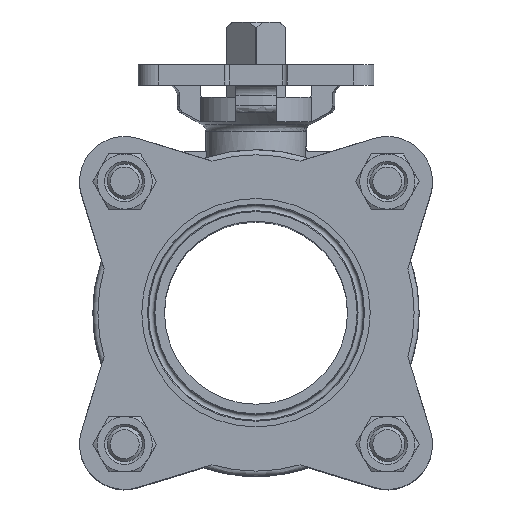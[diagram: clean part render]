
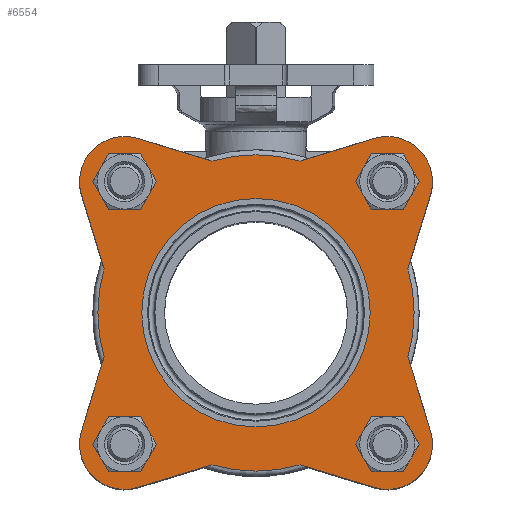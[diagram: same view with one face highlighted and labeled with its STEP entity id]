
A CAD part, top view. The second image highlights one B-rep face of the part: STEP entity #6554.
In plain terms, the highlighted planar face has unit normal (0, 0, 1).
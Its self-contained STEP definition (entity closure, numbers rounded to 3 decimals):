
#150=LINE('',#11283,#430);
#151=LINE('',#11287,#431);
#152=LINE('',#11288,#432);
#153=LINE('',#11292,#433);
#154=LINE('',#11293,#434);
#155=LINE('',#11297,#435);
#156=LINE('',#11298,#436);
#157=LINE('',#11302,#437);
#430=VECTOR('',#8492,1000.);
#431=VECTOR('',#8495,1000.);
#432=VECTOR('',#8496,1000.);
#433=VECTOR('',#8499,1000.);
#434=VECTOR('',#8500,1000.);
#435=VECTOR('',#8503,1000.);
#436=VECTOR('',#8504,1000.);
#437=VECTOR('',#8507,1000.);
#1750=ORIENTED_EDGE('',*,*,#3584,.F.);
#1751=ORIENTED_EDGE('',*,*,#3585,.F.);
#1752=ORIENTED_EDGE('',*,*,#3586,.F.);
#1753=ORIENTED_EDGE('',*,*,#3587,.F.);
#1754=ORIENTED_EDGE('',*,*,#3588,.F.);
#1755=ORIENTED_EDGE('',*,*,#3589,.T.);
#1756=ORIENTED_EDGE('',*,*,#3590,.T.);
#1757=ORIENTED_EDGE('',*,*,#3591,.T.);
#1758=ORIENTED_EDGE('',*,*,#3277,.F.);
#1759=ORIENTED_EDGE('',*,*,#3592,.T.);
#1760=ORIENTED_EDGE('',*,*,#3593,.T.);
#1761=ORIENTED_EDGE('',*,*,#3594,.T.);
#1762=ORIENTED_EDGE('',*,*,#3283,.F.);
#1763=ORIENTED_EDGE('',*,*,#3595,.T.);
#1764=ORIENTED_EDGE('',*,*,#3596,.T.);
#1765=ORIENTED_EDGE('',*,*,#3597,.T.);
#1766=ORIENTED_EDGE('',*,*,#3287,.F.);
#1767=ORIENTED_EDGE('',*,*,#3598,.T.);
#1768=ORIENTED_EDGE('',*,*,#3599,.T.);
#1769=ORIENTED_EDGE('',*,*,#3600,.T.);
#1770=ORIENTED_EDGE('',*,*,#3601,.T.);
#3277=EDGE_CURVE('',#4195,#4197,#4770,.T.);
#3283=EDGE_CURVE('',#4202,#4200,#4773,.T.);
#3287=EDGE_CURVE('',#4206,#4204,#4775,.T.);
#3584=EDGE_CURVE('',#4430,#4430,#4888,.T.);
#3585=EDGE_CURVE('',#4431,#4431,#4889,.T.);
#3586=EDGE_CURVE('',#4432,#4432,#4890,.T.);
#3587=EDGE_CURVE('',#4433,#4433,#4891,.T.);
#3588=EDGE_CURVE('',#4434,#4435,#4892,.T.);
#3589=EDGE_CURVE('',#4434,#4436,#150,.T.);
#3590=EDGE_CURVE('',#4436,#4437,#4893,.T.);
#3591=EDGE_CURVE('',#4437,#4197,#151,.T.);
#3592=EDGE_CURVE('',#4195,#4438,#152,.T.);
#3593=EDGE_CURVE('',#4438,#4439,#4894,.T.);
#3594=EDGE_CURVE('',#4439,#4200,#153,.T.);
#3595=EDGE_CURVE('',#4202,#4440,#154,.T.);
#3596=EDGE_CURVE('',#4440,#4441,#4895,.T.);
#3597=EDGE_CURVE('',#4441,#4204,#155,.T.);
#3598=EDGE_CURVE('',#4206,#4442,#156,.T.);
#3599=EDGE_CURVE('',#4442,#4443,#4896,.T.);
#3600=EDGE_CURVE('',#4443,#4435,#157,.T.);
#3601=EDGE_CURVE('',#4444,#4444,#4897,.T.);
#4195=VERTEX_POINT('',#10401);
#4197=VERTEX_POINT('',#10404);
#4200=VERTEX_POINT('',#10423);
#4202=VERTEX_POINT('',#10433);
#4204=VERTEX_POINT('',#10444);
#4206=VERTEX_POINT('',#10454);
#4430=VERTEX_POINT('',#11273);
#4431=VERTEX_POINT('',#11275);
#4432=VERTEX_POINT('',#11277);
#4433=VERTEX_POINT('',#11279);
#4434=VERTEX_POINT('',#11281);
#4435=VERTEX_POINT('',#11282);
#4436=VERTEX_POINT('',#11284);
#4437=VERTEX_POINT('',#11286);
#4438=VERTEX_POINT('',#11289);
#4439=VERTEX_POINT('',#11291);
#4440=VERTEX_POINT('',#11294);
#4441=VERTEX_POINT('',#11296);
#4442=VERTEX_POINT('',#11299);
#4443=VERTEX_POINT('',#11301);
#4444=VERTEX_POINT('',#11304);
#4770=CIRCLE('',#7027,63.);
#4773=CIRCLE('',#7031,63.);
#4775=CIRCLE('',#7034,63.);
#4888=CIRCLE('',#7206,10.5);
#4889=CIRCLE('',#7207,10.5);
#4890=CIRCLE('',#7208,10.5);
#4891=CIRCLE('',#7209,10.5);
#4892=CIRCLE('',#7210,63.);
#4893=CIRCLE('',#7211,18.);
#4894=CIRCLE('',#7212,18.);
#4895=CIRCLE('',#7213,18.);
#4896=CIRCLE('',#7214,18.);
#4897=CIRCLE('',#7215,43.75);
#5228=EDGE_LOOP('',(#1750));
#5229=EDGE_LOOP('',(#1751));
#5230=EDGE_LOOP('',(#1752));
#5231=EDGE_LOOP('',(#1753));
#5232=EDGE_LOOP('',(#1754,#1755,#1756,#1757,#1758,#1759,#1760,#1761,#1762,
#1763,#1764,#1765,#1766,#1767,#1768,#1769));
#5233=EDGE_LOOP('',(#1770));
#5825=FACE_BOUND('',#5228,.T.);
#5826=FACE_BOUND('',#5229,.T.);
#5827=FACE_BOUND('',#5230,.T.);
#5828=FACE_BOUND('',#5231,.T.);
#5829=FACE_BOUND('',#5232,.T.);
#5830=FACE_BOUND('',#5233,.T.);
#6293=PLANE('',#7205);
#6554=ADVANCED_FACE('',(#5825,#5826,#5827,#5828,#5829,#5830),#6293,.F.);
#7027=AXIS2_PLACEMENT_3D('',#10403,#8014,#8015);
#7031=AXIS2_PLACEMENT_3D('',#10434,#8022,#8023);
#7034=AXIS2_PLACEMENT_3D('',#10455,#8028,#8029);
#7205=AXIS2_PLACEMENT_3D('',#11271,#8480,#8481);
#7206=AXIS2_PLACEMENT_3D('',#11272,#8482,#8483);
#7207=AXIS2_PLACEMENT_3D('',#11274,#8484,#8485);
#7208=AXIS2_PLACEMENT_3D('',#11276,#8486,#8487);
#7209=AXIS2_PLACEMENT_3D('',#11278,#8488,#8489);
#7210=AXIS2_PLACEMENT_3D('',#11280,#8490,#8491);
#7211=AXIS2_PLACEMENT_3D('',#11285,#8493,#8494);
#7212=AXIS2_PLACEMENT_3D('',#11290,#8497,#8498);
#7213=AXIS2_PLACEMENT_3D('',#11295,#8501,#8502);
#7214=AXIS2_PLACEMENT_3D('',#11300,#8505,#8506);
#7215=AXIS2_PLACEMENT_3D('',#11303,#8508,#8509);
#8014=DIRECTION('',(0.,0.,-1.));
#8015=DIRECTION('',(-1.,0.,0.));
#8022=DIRECTION('',(0.,0.,-1.));
#8023=DIRECTION('',(-1.,0.,0.));
#8028=DIRECTION('',(0.,0.,-1.));
#8029=DIRECTION('',(-1.,0.,0.));
#8480=DIRECTION('',(0.,0.,-1.));
#8481=DIRECTION('',(-1.,0.,0.));
#8482=DIRECTION('',(0.,0.,1.));
#8483=DIRECTION('',(1.,0.,0.));
#8484=DIRECTION('',(0.,0.,1.));
#8485=DIRECTION('',(1.,0.,0.));
#8486=DIRECTION('',(0.,0.,1.));
#8487=DIRECTION('',(1.,0.,0.));
#8488=DIRECTION('',(0.,0.,1.));
#8489=DIRECTION('',(1.,0.,0.));
#8490=DIRECTION('',(0.,0.,-1.));
#8491=DIRECTION('',(-1.,0.,0.));
#8492=DIRECTION('',(-0.956,0.292,0.));
#8493=DIRECTION('',(0.,0.,1.));
#8494=DIRECTION('',(1.,0.,0.));
#8495=DIRECTION('',(0.292,-0.956,0.));
#8496=DIRECTION('',(-0.292,-0.956,0.));
#8497=DIRECTION('',(0.,0.,1.));
#8498=DIRECTION('',(1.,0.,0.));
#8499=DIRECTION('',(0.956,0.292,0.));
#8500=DIRECTION('',(0.956,-0.292,0.));
#8501=DIRECTION('',(0.,0.,1.));
#8502=DIRECTION('',(1.,0.,0.));
#8503=DIRECTION('',(-0.292,0.956,0.));
#8504=DIRECTION('',(0.292,0.956,0.));
#8505=DIRECTION('',(0.,0.,1.));
#8506=DIRECTION('',(1.,0.,0.));
#8507=DIRECTION('',(-0.956,-0.292,0.));
#8508=DIRECTION('',(0.,0.,-1.));
#8509=DIRECTION('',(-1.,0.,0.));
#10401=CARTESIAN_POINT('',(-60.511,-17.533,63.8));
#10403=CARTESIAN_POINT('',(0.,0.,63.8));
#10404=CARTESIAN_POINT('',(-60.511,17.533,63.8));
#10423=CARTESIAN_POINT('',(-17.533,-60.511,63.8));
#10433=CARTESIAN_POINT('',(17.533,-60.511,63.8));
#10434=CARTESIAN_POINT('',(0.,0.,63.8));
#10444=CARTESIAN_POINT('',(60.511,-17.533,63.8));
#10454=CARTESIAN_POINT('',(60.511,17.533,63.8));
#10455=CARTESIAN_POINT('',(0.,0.,63.8));
#11271=CARTESIAN_POINT('',(0.,0.,63.8));
#11272=CARTESIAN_POINT('',(52.326,-52.326,63.8));
#11273=CARTESIAN_POINT('',(62.826,-52.326,63.8));
#11274=CARTESIAN_POINT('',(-52.326,-52.326,63.8));
#11275=CARTESIAN_POINT('',(-41.826,-52.326,63.8));
#11276=CARTESIAN_POINT('',(-52.326,52.326,63.8));
#11277=CARTESIAN_POINT('',(-41.826,52.326,63.8));
#11278=CARTESIAN_POINT('',(52.326,52.326,63.8));
#11279=CARTESIAN_POINT('',(62.826,52.326,63.8));
#11280=CARTESIAN_POINT('',(0.,0.,63.8));
#11281=CARTESIAN_POINT('',(-17.533,60.511,63.8));
#11282=CARTESIAN_POINT('',(17.533,60.511,63.8));
#11283=CARTESIAN_POINT('',(0.,55.151,63.8));
#11284=CARTESIAN_POINT('',(-47.063,69.539,63.8));
#11285=CARTESIAN_POINT('',(-52.326,52.326,63.8));
#11286=CARTESIAN_POINT('',(-69.539,47.063,63.8));
#11287=CARTESIAN_POINT('',(-69.539,47.063,63.8));
#11288=CARTESIAN_POINT('',(-55.151,0.,63.8));
#11289=CARTESIAN_POINT('',(-69.539,-47.063,63.8));
#11290=CARTESIAN_POINT('',(-52.326,-52.326,63.8));
#11291=CARTESIAN_POINT('',(-47.063,-69.539,63.8));
#11292=CARTESIAN_POINT('',(-47.063,-69.539,63.8));
#11293=CARTESIAN_POINT('',(0.,-55.151,63.8));
#11294=CARTESIAN_POINT('',(47.063,-69.539,63.8));
#11295=CARTESIAN_POINT('',(52.326,-52.326,63.8));
#11296=CARTESIAN_POINT('',(69.539,-47.063,63.8));
#11297=CARTESIAN_POINT('',(69.539,-47.063,63.8));
#11298=CARTESIAN_POINT('',(55.151,0.,63.8));
#11299=CARTESIAN_POINT('',(69.539,47.063,63.8));
#11300=CARTESIAN_POINT('',(52.326,52.326,63.8));
#11301=CARTESIAN_POINT('',(47.063,69.539,63.8));
#11302=CARTESIAN_POINT('',(47.063,69.539,63.8));
#11303=CARTESIAN_POINT('',(0.,0.,63.8));
#11304=CARTESIAN_POINT('',(-43.75,0.,63.8));
